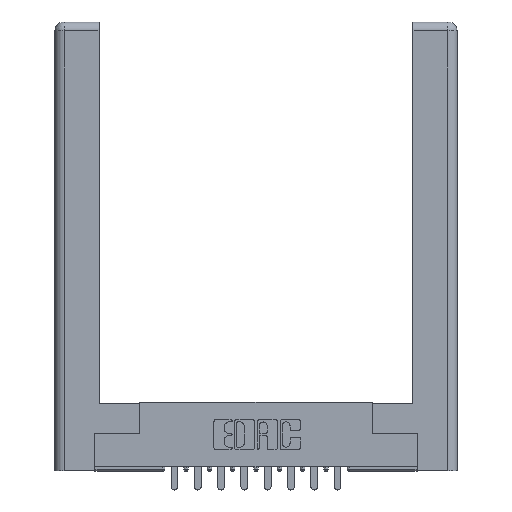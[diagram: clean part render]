
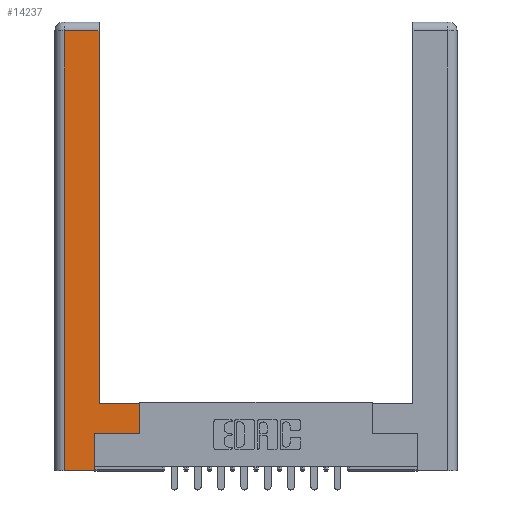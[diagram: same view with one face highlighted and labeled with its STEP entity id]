
A CAD part, top view. The second image highlights one B-rep face of the part: STEP entity #14237.
In plain terms, the highlighted planar face has unit normal (0, 0, 1).
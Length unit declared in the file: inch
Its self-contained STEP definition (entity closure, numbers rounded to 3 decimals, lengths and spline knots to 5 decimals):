
#361 = ORIENTED_EDGE ( 'NONE', *, *, #1226, .T. ) ;
#462 = VERTEX_POINT ( 'NONE', #1261 ) ;
#594 = VECTOR ( 'NONE', #14943, 39.37008 ) ;
#982 = CARTESIAN_POINT ( 'NONE',  ( 0.265, 0.245, 0. ) ) ;
#1226 = EDGE_CURVE ( 'NONE', #2306, #5944, #9323, .T. ) ;
#1261 = CARTESIAN_POINT ( 'NONE',  ( 0.295, 0.45, 0. ) ) ;
#1283 = CARTESIAN_POINT ( 'NONE',  ( 0.565, 0.45, 0. ) ) ;
#1588 = EDGE_LOOP ( 'NONE', ( #11354, #7299, #9788, #4579, #13112, #9095, #361, #10984 ) ) ;
#2266 = CARTESIAN_POINT ( 'NONE',  ( 0.565, 0.245, 0. ) ) ;
#2306 = VERTEX_POINT ( 'NONE', #3724 ) ;
#2331 = LINE ( 'NONE', #7804, #4734 ) ;
#2538 = DIRECTION ( 'NONE',  ( -1., 0., 0. ) ) ;
#3099 = LINE ( 'NONE', #2266, #15295 ) ;
#3724 = CARTESIAN_POINT ( 'NONE',  ( 0.565, 0.245, 0. ) ) ;
#3806 = CARTESIAN_POINT ( 'NONE',  ( 0.0615, 2.94, 0. ) ) ;
#3979 = VECTOR ( 'NONE', #8462, 39.37008 ) ;
#4310 = CARTESIAN_POINT ( 'NONE',  ( 0.265, 0., 0. ) ) ;
#4550 = DIRECTION ( 'NONE',  ( 0., 1., 0. ) ) ;
#4579 = ORIENTED_EDGE ( 'NONE', *, *, #14818, .T. ) ;
#4622 = CARTESIAN_POINT ( 'NONE',  ( 0.0615, 2.94, 0. ) ) ;
#4734 = VECTOR ( 'NONE', #13811, 39.37008 ) ;
#5030 = LINE ( 'NONE', #10712, #7442 ) ;
#5185 = CARTESIAN_POINT ( 'NONE',  ( 0.0615, 0., 0. ) ) ;
#5294 = LINE ( 'NONE', #6786, #12503 ) ;
#5395 = EDGE_CURVE ( 'NONE', #10329, #11706, #15134, .T. ) ;
#5403 = FACE_OUTER_BOUND ( 'NONE', #1588, .T. ) ;
#5464 = VERTEX_POINT ( 'NONE', #5185 ) ;
#5549 = CARTESIAN_POINT ( 'NONE',  ( 0.265, 0.245, 0. ) ) ;
#5944 = VERTEX_POINT ( 'NONE', #11157 ) ;
#6070 = EDGE_CURVE ( 'NONE', #11706, #2306, #3099, .T. ) ;
#6236 = EDGE_CURVE ( 'NONE', #462, #7258, #5294, .T. ) ;
#6737 = DIRECTION ( 'NONE',  ( 0., 1., 0. ) ) ;
#6786 = CARTESIAN_POINT ( 'NONE',  ( 0.295, 3., 0. ) ) ;
#6879 = LINE ( 'NONE', #4310, #594 ) ;
#7258 = VERTEX_POINT ( 'NONE', #8943 ) ;
#7299 = ORIENTED_EDGE ( 'NONE', *, *, #10716, .T. ) ;
#7442 = VECTOR ( 'NONE', #2538, 39.37008 ) ;
#7555 = PLANE ( 'NONE',  #15297 ) ;
#7804 = CARTESIAN_POINT ( 'NONE',  ( 0.0615, 0., 0. ) ) ;
#8078 = VECTOR ( 'NONE', #4550, 39.37008 ) ;
#8462 = DIRECTION ( 'NONE',  ( 0., 1., 0. ) ) ;
#8943 = CARTESIAN_POINT ( 'NONE',  ( 0.295, 2.94, 0. ) ) ;
#9095 = ORIENTED_EDGE ( 'NONE', *, *, #6070, .T. ) ;
#9323 = LINE ( 'NONE', #1283, #3979 ) ;
#9403 = VERTEX_POINT ( 'NONE', #3806 ) ;
#9788 = ORIENTED_EDGE ( 'NONE', *, *, #11906, .T. ) ;
#9895 = CARTESIAN_POINT ( 'NONE',  ( 0.265, 0., 0. ) ) ;
#10329 = VERTEX_POINT ( 'NONE', #9895 ) ;
#10712 = CARTESIAN_POINT ( 'NONE',  ( 0.295, 0.45, 0. ) ) ;
#10716 = EDGE_CURVE ( 'NONE', #7258, #9403, #15179, .T. ) ;
#10984 = ORIENTED_EDGE ( 'NONE', *, *, #14652, .T. ) ;
#11067 = DIRECTION ( 'NONE',  ( 0., 0., -1. ) ) ;
#11119 = VECTOR ( 'NONE', #15247, 39.37008 ) ;
#11157 = CARTESIAN_POINT ( 'NONE',  ( 0.565, 0.45, 0. ) ) ;
#11169 = CARTESIAN_POINT ( 'NONE',  ( 0., 0., 0. ) ) ;
#11354 = ORIENTED_EDGE ( 'NONE', *, *, #6236, .T. ) ;
#11706 = VERTEX_POINT ( 'NONE', #5549 ) ;
#11906 = EDGE_CURVE ( 'NONE', #9403, #5464, #2331, .T. ) ;
#12380 = DIRECTION ( 'NONE',  ( -1., 0., 0. ) ) ;
#12503 = VECTOR ( 'NONE', #6737, 39.37008 ) ;
#13112 = ORIENTED_EDGE ( 'NONE', *, *, #5395, .T. ) ;
#13411 = DIRECTION ( 'NONE',  ( 1., 0., 0. ) ) ;
#13811 = DIRECTION ( 'NONE',  ( 0., -1., 0. ) ) ;
#14237 = ADVANCED_FACE ( 'NONE', ( #5403 ), #7555, .F. ) ;
#14652 = EDGE_CURVE ( 'NONE', #5944, #462, #5030, .T. ) ;
#14818 = EDGE_CURVE ( 'NONE', #5464, #10329, #6879, .T. ) ;
#14943 = DIRECTION ( 'NONE',  ( 1., 0., 0. ) ) ;
#15134 = LINE ( 'NONE', #982, #8078 ) ;
#15179 = LINE ( 'NONE', #4622, #11119 ) ;
#15247 = DIRECTION ( 'NONE',  ( -1., 0., 0. ) ) ;
#15295 = VECTOR ( 'NONE', #13411, 39.37008 ) ;
#15297 = AXIS2_PLACEMENT_3D ( 'NONE', #11169, #11067, #12380 ) ;
